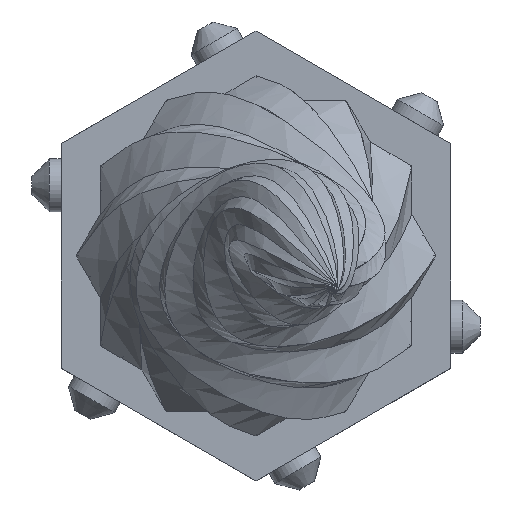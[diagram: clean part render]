
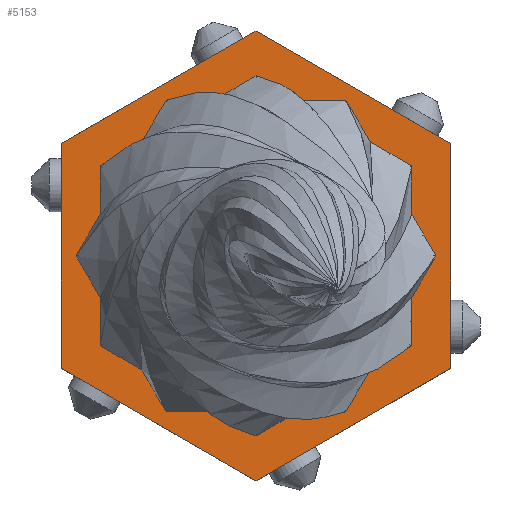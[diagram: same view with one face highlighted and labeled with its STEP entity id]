
A CAD part, top view. The second image highlights one B-rep face of the part: STEP entity #5153.
In plain terms, the highlighted planar face has unit normal (0, 0, 1).
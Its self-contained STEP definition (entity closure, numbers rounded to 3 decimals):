
#869=FACE_BOUND('',#1397,.T.);
#930=PLANE('',#5566);
#1049=FACE_OUTER_BOUND('',#1396,.T.);
#1396=EDGE_LOOP('',(#3705,#3706,#3707,#3708,#3709,#3710));
#1397=EDGE_LOOP('',(#3711));
#1700=LINE('',#6372,#1835);
#1733=LINE('',#6462,#1868);
#1763=LINE('',#6545,#1898);
#1769=LINE('',#6561,#1904);
#1770=LINE('',#6564,#1905);
#1772=LINE('',#6567,#1907);
#1835=VECTOR('',#5811,10.);
#1868=VECTOR('',#5898,10.);
#1898=VECTOR('',#5982,10.);
#1904=VECTOR('',#6002,10.);
#1905=VECTOR('',#6005,10.);
#1907=VECTOR('',#6009,10.);
#1971=CIRCLE('',#5565,23.);
#2071=VERTEX_POINT('',#6369);
#2072=VERTEX_POINT('',#6371);
#2102=VERTEX_POINT('',#6461);
#2128=VERTEX_POINT('',#6544);
#2131=VERTEX_POINT('',#6559);
#2132=VERTEX_POINT('',#6563);
#2133=VERTEX_POINT('',#6569);
#2609=EDGE_CURVE('',#2072,#2071,#1700,.T.);
#2653=EDGE_CURVE('',#2102,#2072,#1733,.T.);
#2694=EDGE_CURVE('',#2128,#2102,#1763,.T.);
#2703=EDGE_CURVE('',#2071,#2131,#1769,.T.);
#2704=EDGE_CURVE('',#2132,#2128,#1770,.T.);
#2706=EDGE_CURVE('',#2131,#2132,#1772,.T.);
#2708=EDGE_CURVE('',#2133,#2133,#1971,.T.);
#3705=ORIENTED_EDGE('',*,*,#2653,.T.);
#3706=ORIENTED_EDGE('',*,*,#2609,.T.);
#3707=ORIENTED_EDGE('',*,*,#2703,.T.);
#3708=ORIENTED_EDGE('',*,*,#2706,.T.);
#3709=ORIENTED_EDGE('',*,*,#2704,.T.);
#3710=ORIENTED_EDGE('',*,*,#2694,.T.);
#3711=ORIENTED_EDGE('',*,*,#2708,.T.);
#5153=ADVANCED_FACE('',(#1049,#869),#930,.T.);
#5565=AXIS2_PLACEMENT_3D('',#6571,#6013,#6014);
#5566=AXIS2_PLACEMENT_3D('',#6572,#6015,#6016);
#5811=DIRECTION('',(0.866,-0.5,0.));
#5898=DIRECTION('',(0.,-1.,0.));
#5982=DIRECTION('',(-0.866,-0.5,0.));
#6002=DIRECTION('',(0.866,0.5,0.));
#6005=DIRECTION('',(-0.866,0.5,0.));
#6009=DIRECTION('',(0.,1.,0.));
#6013=DIRECTION('center_axis',(0.,0.,-1.));
#6014=DIRECTION('ref_axis',(1.,0.,0.));
#6015=DIRECTION('center_axis',(0.,0.,1.));
#6016=DIRECTION('ref_axis',(1.,0.,0.));
#6369=CARTESIAN_POINT('',(0.,-38.105,17.5));
#6371=CARTESIAN_POINT('',(-33.,-19.053,17.5));
#6372=CARTESIAN_POINT('',(-33.,-19.053,17.5));
#6461=CARTESIAN_POINT('',(-33.,19.053,17.5));
#6462=CARTESIAN_POINT('',(-33.,19.053,17.5));
#6544=CARTESIAN_POINT('',(0.,38.105,17.5));
#6545=CARTESIAN_POINT('',(0.,38.105,17.5));
#6559=CARTESIAN_POINT('',(33.,-19.053,17.5));
#6561=CARTESIAN_POINT('',(0.,-38.105,17.5));
#6563=CARTESIAN_POINT('',(33.,19.053,17.5));
#6564=CARTESIAN_POINT('',(33.,19.053,17.5));
#6567=CARTESIAN_POINT('',(33.,-19.053,17.5));
#6569=CARTESIAN_POINT('',(23.,0.,17.5));
#6571=CARTESIAN_POINT('Origin',(0.,0.,17.5));
#6572=CARTESIAN_POINT('Origin',(-33.,0.,17.5));
